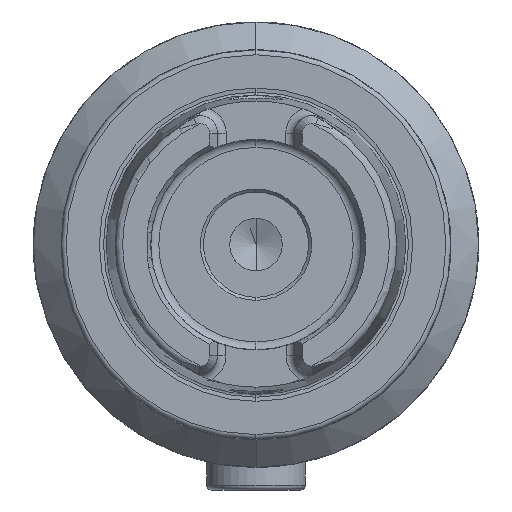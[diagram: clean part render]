
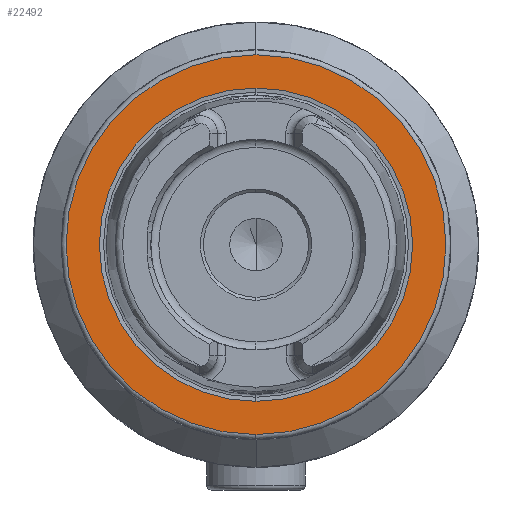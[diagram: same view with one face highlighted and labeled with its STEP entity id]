
A CAD part, left-side view. The second image highlights one B-rep face of the part: STEP entity #22492.
In plain terms, the highlighted planar face has unit normal (-1, 0, 0).
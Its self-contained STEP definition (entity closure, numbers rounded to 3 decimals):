
#202 = ORIENTED_EDGE ( 'NONE', *, *, #18209, .T. ) ;
#1704 = AXIS2_PLACEMENT_3D ( 'NONE', #25859, #22432, #22832 ) ;
#2572 = CIRCLE ( 'NONE', #25776, 25.324 ) ;
#2777 = EDGE_CURVE ( 'NONE', #17446, #8246, #12328, .T. ) ;
#5353 = FACE_OUTER_BOUND ( 'NONE', #14972, .T. ) ;
#5745 = PLANE ( 'NONE',  #15992 ) ;
#7662 = EDGE_CURVE ( 'NONE', #38902, #20924, #10057, .T. ) ;
#8246 = VERTEX_POINT ( 'NONE', #33939 ) ;
#9173 = CARTESIAN_POINT ( 'NONE',  ( -141., 0., 0. ) ) ;
#10057 = CIRCLE ( 'NONE', #1704, 25.324 ) ;
#11613 = DIRECTION ( 'NONE',  ( 1., 0., 0. ) ) ;
#12328 = CIRCLE ( 'NONE', #34843, 30.7 ) ;
#14972 = EDGE_LOOP ( 'NONE', ( #202, #15532 ) ) ;
#15067 = DIRECTION ( 'NONE',  ( -1., 0., 0. ) ) ;
#15532 = ORIENTED_EDGE ( 'NONE', *, *, #2777, .T. ) ;
#15992 = AXIS2_PLACEMENT_3D ( 'NONE', #22791, #11613, #27161 ) ;
#17446 = VERTEX_POINT ( 'NONE', #30144 ) ;
#18009 = CARTESIAN_POINT ( 'NONE',  ( -141., 0., -25.324 ) ) ;
#18030 = CARTESIAN_POINT ( 'NONE',  ( -141., 0., 0. ) ) ;
#18209 = EDGE_CURVE ( 'NONE', #8246, #17446, #26849, .T. ) ;
#20924 = VERTEX_POINT ( 'NONE', #38642 ) ;
#21090 = EDGE_LOOP ( 'NONE', ( #27557, #22174 ) ) ;
#22174 = ORIENTED_EDGE ( 'NONE', *, *, #7662, .F. ) ;
#22432 = DIRECTION ( 'NONE',  ( -1., 0., 0. ) ) ;
#22492 = ADVANCED_FACE ( 'NONE', ( #39195, #5353 ), #5745, .F. ) ;
#22644 = DIRECTION ( 'NONE',  ( 0., 0., 1. ) ) ;
#22791 = CARTESIAN_POINT ( 'NONE',  ( -141., 30.7, 0. ) ) ;
#22832 = DIRECTION ( 'NONE',  ( 0., 0., 1. ) ) ;
#22947 = AXIS2_PLACEMENT_3D ( 'NONE', #9173, #15067, #39625 ) ;
#23074 = EDGE_CURVE ( 'NONE', #20924, #38902, #2572, .T. ) ;
#25273 = DIRECTION ( 'NONE',  ( -1., 0., 0. ) ) ;
#25776 = AXIS2_PLACEMENT_3D ( 'NONE', #37924, #25273, #22644 ) ;
#25859 = CARTESIAN_POINT ( 'NONE',  ( -141., 0., 0. ) ) ;
#26849 = CIRCLE ( 'NONE', #22947, 30.7 ) ;
#27161 = DIRECTION ( 'NONE',  ( 0., 0., -1. ) ) ;
#27557 = ORIENTED_EDGE ( 'NONE', *, *, #23074, .F. ) ;
#30144 = CARTESIAN_POINT ( 'NONE',  ( -141., 0., -30.7 ) ) ;
#33124 = DIRECTION ( 'NONE',  ( 0., 0., 1. ) ) ;
#33939 = CARTESIAN_POINT ( 'NONE',  ( -141., 0., 30.7 ) ) ;
#34843 = AXIS2_PLACEMENT_3D ( 'NONE', #18030, #36525, #33124 ) ;
#36525 = DIRECTION ( 'NONE',  ( -1., 0., 0. ) ) ;
#37924 = CARTESIAN_POINT ( 'NONE',  ( -141., 0., 0. ) ) ;
#38642 = CARTESIAN_POINT ( 'NONE',  ( -141., 0., 25.324 ) ) ;
#38902 = VERTEX_POINT ( 'NONE', #18009 ) ;
#39195 = FACE_BOUND ( 'NONE', #21090, .T. ) ;
#39625 = DIRECTION ( 'NONE',  ( 0., 0., 1. ) ) ;
